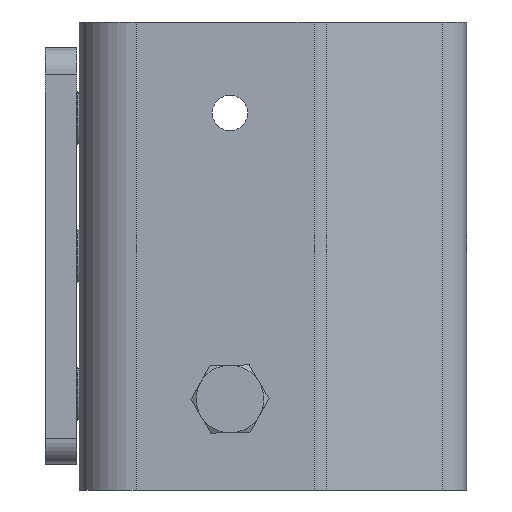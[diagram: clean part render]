
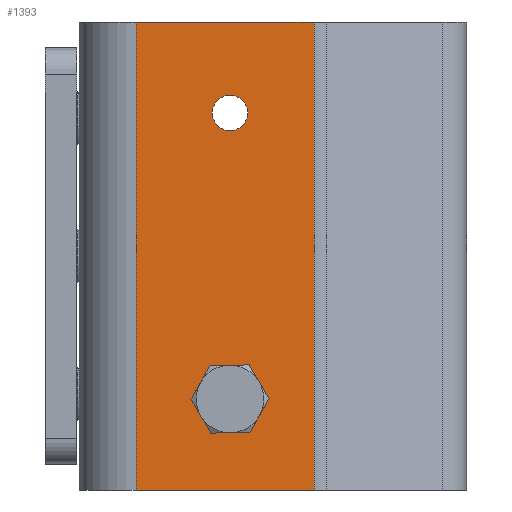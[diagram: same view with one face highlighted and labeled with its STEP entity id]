
A CAD part, left-side view. The second image highlights one B-rep face of the part: STEP entity #1393.
In plain terms, the highlighted planar face has unit normal (-1, 0, 0).
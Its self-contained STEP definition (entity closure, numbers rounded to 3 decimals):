
#87 = EDGE_CURVE ( 'NONE', #1447, #2443, #1626, .T. ) ;
#95 = ORIENTED_EDGE ( 'NONE', *, *, #648, .F. ) ;
#98 = CARTESIAN_POINT ( 'NONE',  ( 52.389, 0.175, 268.559 ) ) ;
#269 = DIRECTION ( 'NONE',  ( 0., 1., 0. ) ) ;
#282 = EDGE_CURVE ( 'NONE', #1447, #1702, #1386, .T. ) ;
#300 = CARTESIAN_POINT ( 'NONE',  ( 52.389, -3.225, 268.559 ) ) ;
#305 = CARTESIAN_POINT ( 'NONE',  ( 52.389, -11.31, 331.059 ) ) ;
#362 = ORIENTED_EDGE ( 'NONE', *, *, #2069, .F. ) ;
#388 = LINE ( 'NONE', #3697, #2276 ) ;
#397 = AXIS2_PLACEMENT_3D ( 'NONE', #305, #925, #1529 ) ;
#412 = VERTEX_POINT ( 'NONE', #508 ) ;
#442 = ORIENTED_EDGE ( 'NONE', *, *, #282, .T. ) ;
#483 = CIRCLE ( 'NONE', #2929, 3.4 ) ;
#508 = CARTESIAN_POINT ( 'NONE',  ( 52.389, 0.175, 213.559 ) ) ;
#524 = FACE_OUTER_BOUND ( 'NONE', #1587, .T. ) ;
#648 = EDGE_CURVE ( 'NONE', #2002, #3095, #483, .T. ) ;
#740 = EDGE_CURVE ( 'NONE', #1702, #1895, #388, .T. ) ;
#873 = CARTESIAN_POINT ( 'NONE',  ( 52.389, -11.31, 196.059 ) ) ;
#891 = PLANE ( 'NONE',  #397 ) ;
#925 = DIRECTION ( 'NONE',  ( -1., 0., 0. ) ) ;
#964 = VERTEX_POINT ( 'NONE', #3812 ) ;
#965 = CARTESIAN_POINT ( 'NONE',  ( 52.389, -19.39, 286.059 ) ) ;
#975 = EDGE_CURVE ( 'NONE', #2443, #1895, #1866, .T. ) ;
#1016 = DIRECTION ( 'NONE',  ( -1., 0., 0. ) ) ;
#1075 = CARTESIAN_POINT ( 'NONE',  ( 52.389, 14.775, 286.059 ) ) ;
#1122 = EDGE_CURVE ( 'NONE', #3095, #2002, #3683, .T. ) ;
#1187 = ORIENTED_EDGE ( 'NONE', *, *, #3727, .F. ) ;
#1225 = CARTESIAN_POINT ( 'NONE',  ( 52.389, -6.625, 268.559 ) ) ;
#1352 = DIRECTION ( 'NONE',  ( 0., -1., 0. ) ) ;
#1386 = LINE ( 'NONE', #2541, #2769 ) ;
#1389 = DIRECTION ( 'NONE',  ( -1., 0., 0. ) ) ;
#1393 = ADVANCED_FACE ( 'NONE', ( #524, #2719, #1951 ), #891, .T. ) ;
#1401 = CARTESIAN_POINT ( 'NONE',  ( 52.389, -3.225, 213.559 ) ) ;
#1447 = VERTEX_POINT ( 'NONE', #965 ) ;
#1510 = AXIS2_PLACEMENT_3D ( 'NONE', #3147, #1389, #3731 ) ;
#1513 = ORIENTED_EDGE ( 'NONE', *, *, #740, .T. ) ;
#1529 = DIRECTION ( 'NONE',  ( 0., 0., 1. ) ) ;
#1562 = ORIENTED_EDGE ( 'NONE', *, *, #975, .F. ) ;
#1587 = EDGE_LOOP ( 'NONE', ( #1562, #3052, #442, #1513 ) ) ;
#1592 = AXIS2_PLACEMENT_3D ( 'NONE', #1401, #1708, #2666 ) ;
#1626 = LINE ( 'NONE', #2186, #1721 ) ;
#1702 = VERTEX_POINT ( 'NONE', #1075 ) ;
#1708 = DIRECTION ( 'NONE',  ( -1., 0., 0. ) ) ;
#1721 = VECTOR ( 'NONE', #3687, 1000. ) ;
#1866 = LINE ( 'NONE', #873, #2896 ) ;
#1895 = VERTEX_POINT ( 'NONE', #3239 ) ;
#1920 = ORIENTED_EDGE ( 'NONE', *, *, #1122, .F. ) ;
#1951 = FACE_BOUND ( 'NONE', #3295, .T. ) ;
#2002 = VERTEX_POINT ( 'NONE', #1225 ) ;
#2069 = EDGE_CURVE ( 'NONE', #412, #964, #2406, .T. ) ;
#2082 = CIRCLE ( 'NONE', #1510, 3.4 ) ;
#2107 = EDGE_LOOP ( 'NONE', ( #95, #1920 ) ) ;
#2186 = CARTESIAN_POINT ( 'NONE',  ( 52.389, -19.39, 331.059 ) ) ;
#2213 = CARTESIAN_POINT ( 'NONE',  ( 52.389, -19.39, 196.059 ) ) ;
#2230 = DIRECTION ( 'NONE',  ( 0., 0., -1. ) ) ;
#2276 = VECTOR ( 'NONE', #2230, 1000. ) ;
#2394 = DIRECTION ( 'NONE',  ( 0., -1., 0. ) ) ;
#2406 = CIRCLE ( 'NONE', #1592, 3.4 ) ;
#2443 = VERTEX_POINT ( 'NONE', #2213 ) ;
#2541 = CARTESIAN_POINT ( 'NONE',  ( 52.389, -11.31, 286.059 ) ) ;
#2666 = DIRECTION ( 'NONE',  ( 0., -1., 0. ) ) ;
#2702 = DIRECTION ( 'NONE',  ( -1., 0., 0. ) ) ;
#2719 = FACE_BOUND ( 'NONE', #2107, .T. ) ;
#2769 = VECTOR ( 'NONE', #3436, 1000. ) ;
#2858 = AXIS2_PLACEMENT_3D ( 'NONE', #300, #2702, #2394 ) ;
#2896 = VECTOR ( 'NONE', #269, 1000. ) ;
#2929 = AXIS2_PLACEMENT_3D ( 'NONE', #3111, #1016, #1352 ) ;
#3052 = ORIENTED_EDGE ( 'NONE', *, *, #87, .F. ) ;
#3095 = VERTEX_POINT ( 'NONE', #98 ) ;
#3111 = CARTESIAN_POINT ( 'NONE',  ( 52.389, -3.225, 268.559 ) ) ;
#3147 = CARTESIAN_POINT ( 'NONE',  ( 52.389, -3.225, 213.559 ) ) ;
#3239 = CARTESIAN_POINT ( 'NONE',  ( 52.389, 14.775, 196.059 ) ) ;
#3295 = EDGE_LOOP ( 'NONE', ( #1187, #362 ) ) ;
#3436 = DIRECTION ( 'NONE',  ( 0., 1., 0. ) ) ;
#3683 = CIRCLE ( 'NONE', #2858, 3.4 ) ;
#3687 = DIRECTION ( 'NONE',  ( 0., 0., -1. ) ) ;
#3697 = CARTESIAN_POINT ( 'NONE',  ( 52.389, 14.775, 331.059 ) ) ;
#3727 = EDGE_CURVE ( 'NONE', #964, #412, #2082, .T. ) ;
#3731 = DIRECTION ( 'NONE',  ( 0., -1., 0. ) ) ;
#3812 = CARTESIAN_POINT ( 'NONE',  ( 52.389, -6.625, 213.559 ) ) ;
